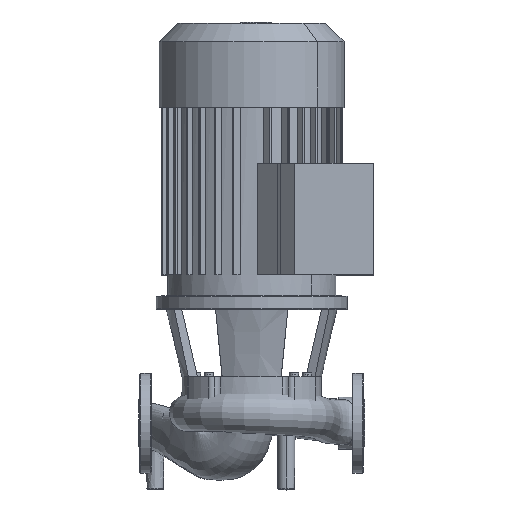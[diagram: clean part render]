
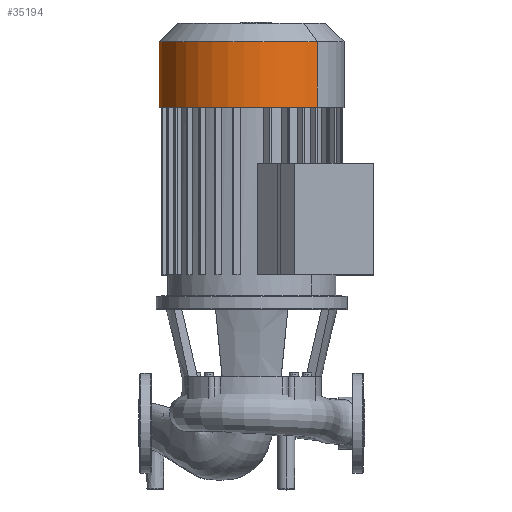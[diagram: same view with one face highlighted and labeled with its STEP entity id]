
A CAD part, top view. The second image highlights one B-rep face of the part: STEP entity #35194.
In plain terms, the highlighted cylindrical face has radius 139.5 mm (diameter 279 mm), a partial arc.
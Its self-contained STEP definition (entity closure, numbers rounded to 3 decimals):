
#30800=CARTESIAN_POINT('',(268.641,475.0,268.641));
#30801=VERTEX_POINT('',#30800);
#30802=CARTESIAN_POINT('',(268.641,573.1,268.641));
#30803=VERTEX_POINT('',#30802);
#30804=CARTESIAN_POINT('',(268.641,475.0,268.641));
#30805=DIRECTION('',(0.0,1.0,0.0));
#30806=VECTOR('',#30805,98.1);
#30807=LINE('',#30804,#30806);
#30808=EDGE_CURVE('',#30801,#30803,#30807,.T.);
#30810=CARTESIAN_POINT('',(71.359,475.0,71.359));
#30811=VERTEX_POINT('',#30810);
#30819=CARTESIAN_POINT('',(71.359,573.1,71.359));
#30820=VERTEX_POINT('',#30819);
#30821=CARTESIAN_POINT('',(71.359,475.0,71.359));
#30822=DIRECTION('',(0.0,1.0,0.0));
#30823=VECTOR('',#30822,98.1);
#30824=LINE('',#30821,#30823);
#30825=EDGE_CURVE('',#30811,#30820,#30824,.T.);
#33743=CARTESIAN_POINT('',(170.,475.0,170.0));
#33744=DIRECTION('',(0.0,1.0,0.0));
#33745=DIRECTION('',(0.707,0.0,0.707));
#33746=AXIS2_PLACEMENT_3D('',#33743,#33744,#33745);
#33747=CIRCLE('',#33746,139.5);
#33748=EDGE_CURVE('',#30811,#30801,#33747,.T.);
#35173=CARTESIAN_POINT('',(170.,573.1,170.0));
#35174=DIRECTION('',(0.0,1.0,0.0));
#35175=DIRECTION('',(0.707,0.0,0.707));
#35176=AXIS2_PLACEMENT_3D('',#35173,#35174,#35175);
#35177=CIRCLE('',#35176,139.5);
#35178=EDGE_CURVE('',#30820,#30803,#35177,.T.);
#35183=CARTESIAN_POINT('',(170.,601.0,170.0));
#35184=DIRECTION('',(0.0,-1.0,0.0));
#35185=DIRECTION('',(0.707,0.0,0.707));
#35186=AXIS2_PLACEMENT_3D('',#35183,#35184,#35185);
#35187=CYLINDRICAL_SURFACE('',#35186,139.5);
#35188=ORIENTED_EDGE('',*,*,#30808,.T.);
#35189=ORIENTED_EDGE('',*,*,#35178,.F.);
#35190=ORIENTED_EDGE('',*,*,#30825,.F.);
#35191=ORIENTED_EDGE('',*,*,#33748,.T.);
#35192=EDGE_LOOP('',(#35188,#35189,#35190,#35191));
#35193=FACE_OUTER_BOUND('',#35192,.T.);
#35194=ADVANCED_FACE('',(#35193),#35187,.T.);
